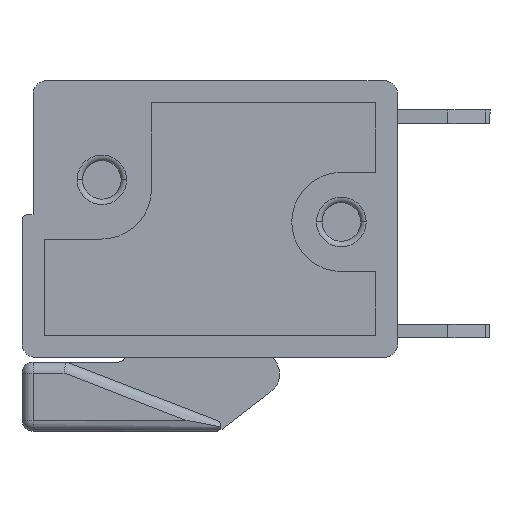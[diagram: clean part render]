
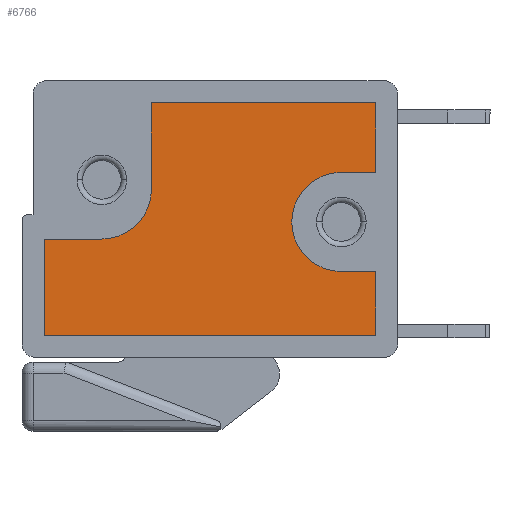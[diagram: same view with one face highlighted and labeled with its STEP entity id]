
A CAD part, left-side view. The second image highlights one B-rep face of the part: STEP entity #6766.
In plain terms, the highlighted face is planar.
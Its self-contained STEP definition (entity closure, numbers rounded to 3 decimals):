
#189 = VECTOR ( 'NONE', #8193, 1000. ) ;
#307 = VECTOR ( 'NONE', #5508, 1000. ) ;
#419 = DIRECTION ( 'NONE',  ( 0., 1., 0. ) ) ;
#430 = LINE ( 'NONE', #2970, #307 ) ;
#455 = CARTESIAN_POINT ( 'NONE',  ( -3.925, -1.075, -5.02 ) ) ;
#457 = ORIENTED_EDGE ( 'NONE', *, *, #1712, .T. ) ;
#584 = VECTOR ( 'NONE', #419, 1000. ) ;
#638 = DIRECTION ( 'NONE',  ( 0., 0., 1. ) ) ;
#673 = VERTEX_POINT ( 'NONE', #1066 ) ;
#689 = CARTESIAN_POINT ( 'NONE',  ( 6.025, -1.695, -5.02 ) ) ;
#708 = VECTOR ( 'NONE', #7737, 1000. ) ;
#777 = VERTEX_POINT ( 'NONE', #8192 ) ;
#868 = VERTEX_POINT ( 'NONE', #6437 ) ;
#925 = EDGE_CURVE ( 'NONE', #1815, #2382, #1434, .T. ) ;
#1066 = CARTESIAN_POINT ( 'NONE',  ( -6.025, 4.225, -5.02 ) ) ;
#1129 = EDGE_CURVE ( 'NONE', #673, #868, #430, .T. ) ;
#1300 = CARTESIAN_POINT ( 'NONE',  ( 4.775, 1.905, -5.02 ) ) ;
#1306 = CARTESIAN_POINT ( 'NONE',  ( 6.025, 4.225, -5.02 ) ) ;
#1434 = LINE ( 'NONE', #3979, #6167 ) ;
#1472 = CARTESIAN_POINT ( 'NONE',  ( -3.925, 0.725, -5.02 ) ) ;
#1501 = AXIS2_PLACEMENT_3D ( 'NONE', #455, #2993, #5531 ) ;
#1579 = EDGE_CURVE ( 'NONE', #4780, #673, #3577, .T. ) ;
#1712 = EDGE_CURVE ( 'NONE', #4297, #777, #3094, .T. ) ;
#1799 = EDGE_CURVE ( 'NONE', #868, #2685, #7033, .T. ) ;
#1815 = VERTEX_POINT ( 'NONE', #3885 ) ;
#1836 = EDGE_CURVE ( 'NONE', #7077, #1815, #2644, .T. ) ;
#1952 = ORIENTED_EDGE ( 'NONE', *, *, #925, .T. ) ;
#2001 = ORIENTED_EDGE ( 'NONE', *, *, #3000, .T. ) ;
#2017 = CIRCLE ( 'NONE', #6697, 1.8 ) ;
#2026 = VECTOR ( 'NONE', #4019, 1000. ) ;
#2076 = DIRECTION ( 'NONE',  ( 0., 0., 1. ) ) ;
#2099 = ORIENTED_EDGE ( 'NONE', *, *, #3195, .T. ) ;
#2377 = DIRECTION ( 'NONE',  ( -1., 0., 0. ) ) ;
#2382 = VERTEX_POINT ( 'NONE', #7398 ) ;
#2432 = DIRECTION ( 'NONE',  ( -1., 0., 0. ) ) ;
#2449 = VECTOR ( 'NONE', #3848, 1000. ) ;
#2536 = VECTOR ( 'NONE', #3230, 1000. ) ;
#2544 = CARTESIAN_POINT ( 'NONE',  ( 2.975, 0.105, -5.02 ) ) ;
#2644 = LINE ( 'NONE', #5176, #708 ) ;
#2685 = VERTEX_POINT ( 'NONE', #8035 ) ;
#2702 = CARTESIAN_POINT ( 'NONE',  ( -6.025, 0.725, -5.02 ) ) ;
#2970 = CARTESIAN_POINT ( 'NONE',  ( -6.025, 4.225, -5.02 ) ) ;
#2993 = DIRECTION ( 'NONE',  ( 0., 0., -1. ) ) ;
#3000 = EDGE_CURVE ( 'NONE', #6143, #4780, #7204, .T. ) ;
#3025 = ORIENTED_EDGE ( 'NONE', *, *, #5723, .T. ) ;
#3094 = LINE ( 'NONE', #5638, #189 ) ;
#3175 = DIRECTION ( 'NONE',  ( -1., 0., 0. ) ) ;
#3195 = EDGE_CURVE ( 'NONE', #2685, #3898, #5550, .T. ) ;
#3230 = DIRECTION ( 'NONE',  ( 0., -1., 0. ) ) ;
#3312 = VERTEX_POINT ( 'NONE', #2544 ) ;
#3529 = AXIS2_PLACEMENT_3D ( 'NONE', #5598, #8148, #2432 ) ;
#3577 = LINE ( 'NONE', #6123, #584 ) ;
#3606 = FACE_OUTER_BOUND ( 'NONE', #6130, .T. ) ;
#3848 = DIRECTION ( 'NONE',  ( 0., -1., 0. ) ) ;
#3885 = CARTESIAN_POINT ( 'NONE',  ( -2.125, -4.225, -5.02 ) ) ;
#3898 = VERTEX_POINT ( 'NONE', #1300 ) ;
#3979 = CARTESIAN_POINT ( 'NONE',  ( -2.125, -4.225, -5.02 ) ) ;
#4019 = DIRECTION ( 'NONE',  ( -1., 0., 0. ) ) ;
#4183 = ORIENTED_EDGE ( 'NONE', *, *, #7207, .T. ) ;
#4297 = VERTEX_POINT ( 'NONE', #5697 ) ;
#4619 = DIRECTION ( 'NONE',  ( -1., 0., 0. ) ) ;
#4780 = VERTEX_POINT ( 'NONE', #2702 ) ;
#4807 = VECTOR ( 'NONE', #2377, 1000. ) ;
#5009 = EDGE_CURVE ( 'NONE', #2382, #6143, #6620, .T. ) ;
#5176 = CARTESIAN_POINT ( 'NONE',  ( 6.025, -4.225, -5.02 ) ) ;
#5400 = ORIENTED_EDGE ( 'NONE', *, *, #5009, .T. ) ;
#5508 = DIRECTION ( 'NONE',  ( 1., 0., 0. ) ) ;
#5527 = ORIENTED_EDGE ( 'NONE', *, *, #1129, .T. ) ;
#5531 = DIRECTION ( 'NONE',  ( -1., 0., 0. ) ) ;
#5550 = LINE ( 'NONE', #8099, #4807 ) ;
#5598 = CARTESIAN_POINT ( 'NONE',  ( 4.775, 0.105, -5.02 ) ) ;
#5638 = CARTESIAN_POINT ( 'NONE',  ( 4.775, -1.695, -5.02 ) ) ;
#5697 = CARTESIAN_POINT ( 'NONE',  ( 4.775, -1.695, -5.02 ) ) ;
#5723 = EDGE_CURVE ( 'NONE', #777, #7077, #6404, .T. ) ;
#5942 = AXIS2_PLACEMENT_3D ( 'NONE', #6355, #638, #3175 ) ;
#6123 = CARTESIAN_POINT ( 'NONE',  ( -6.025, 0.725, -5.02 ) ) ;
#6130 = EDGE_LOOP ( 'NONE', ( #5400, #2001, #6229, #5527, #6665, #2099, #7959, #4183, #457, #3025, #7160, #1952 ) ) ;
#6143 = VERTEX_POINT ( 'NONE', #6516 ) ;
#6159 = PLANE ( 'NONE',  #1501 ) ;
#6167 = VECTOR ( 'NONE', #6525, 1000. ) ;
#6229 = ORIENTED_EDGE ( 'NONE', *, *, #1579, .T. ) ;
#6355 = CARTESIAN_POINT ( 'NONE',  ( -3.925, -1.075, -5.02 ) ) ;
#6404 = LINE ( 'NONE', #689, #2536 ) ;
#6437 = CARTESIAN_POINT ( 'NONE',  ( 6.025, 4.225, -5.02 ) ) ;
#6516 = CARTESIAN_POINT ( 'NONE',  ( -3.925, 0.725, -5.02 ) ) ;
#6525 = DIRECTION ( 'NONE',  ( 0., 1., 0. ) ) ;
#6611 = EDGE_CURVE ( 'NONE', #3898, #3312, #2017, .T. ) ;
#6620 = CIRCLE ( 'NONE', #5942, 1.8 ) ;
#6665 = ORIENTED_EDGE ( 'NONE', *, *, #1799, .T. ) ;
#6697 = AXIS2_PLACEMENT_3D ( 'NONE', #7803, #2076, #4619 ) ;
#6766 = ADVANCED_FACE ( 'NONE', ( #3606 ), #6159, .T. ) ;
#7033 = LINE ( 'NONE', #1306, #2449 ) ;
#7077 = VERTEX_POINT ( 'NONE', #7997 ) ;
#7140 = CIRCLE ( 'NONE', #3529, 1.8 ) ;
#7160 = ORIENTED_EDGE ( 'NONE', *, *, #1836, .T. ) ;
#7204 = LINE ( 'NONE', #1472, #2026 ) ;
#7207 = EDGE_CURVE ( 'NONE', #3312, #4297, #7140, .T. ) ;
#7398 = CARTESIAN_POINT ( 'NONE',  ( -2.125, -1.075, -5.02 ) ) ;
#7737 = DIRECTION ( 'NONE',  ( -1., 0., 0. ) ) ;
#7803 = CARTESIAN_POINT ( 'NONE',  ( 4.775, 0.105, -5.02 ) ) ;
#7959 = ORIENTED_EDGE ( 'NONE', *, *, #6611, .T. ) ;
#7997 = CARTESIAN_POINT ( 'NONE',  ( 6.025, -4.225, -5.02 ) ) ;
#8035 = CARTESIAN_POINT ( 'NONE',  ( 6.025, 1.905, -5.02 ) ) ;
#8099 = CARTESIAN_POINT ( 'NONE',  ( 6.025, 1.905, -5.02 ) ) ;
#8148 = DIRECTION ( 'NONE',  ( 0., 0., 1. ) ) ;
#8192 = CARTESIAN_POINT ( 'NONE',  ( 6.025, -1.695, -5.02 ) ) ;
#8193 = DIRECTION ( 'NONE',  ( 1., 0., 0. ) ) ;
